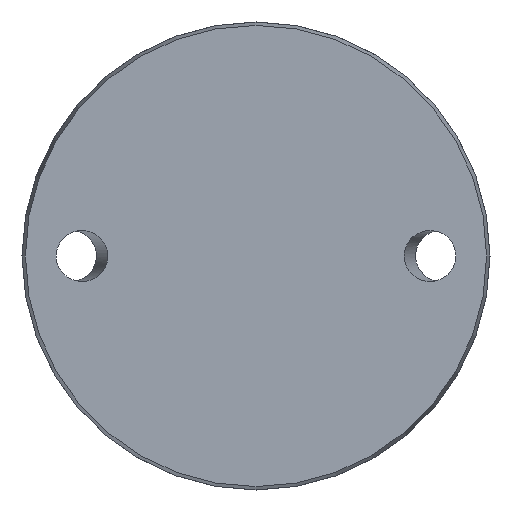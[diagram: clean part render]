
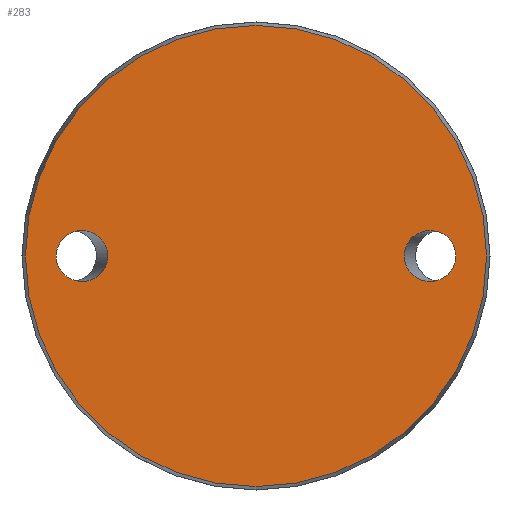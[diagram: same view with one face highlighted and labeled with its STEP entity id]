
A CAD part, front view. The second image highlights one B-rep face of the part: STEP entity #283.
In plain terms, the highlighted planar face has unit normal (0, -1, 0).
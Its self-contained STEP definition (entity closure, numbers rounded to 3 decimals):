
#31 = FACE_BOUND ( 'NONE', #99, .T. ) ;
#48 = CARTESIAN_POINT ( 'NONE',  ( -33.309, 0., -8.5 ) ) ;
#56 = CARTESIAN_POINT ( 'NONE',  ( 0., 0., -38.425 ) ) ;
#57 = DIRECTION ( 'NONE',  ( 0., -1., 0. ) ) ;
#63 = CARTESIAN_POINT ( 'NONE',  ( 33.309, 0., 8.5 ) ) ;
#99 = EDGE_LOOP ( 'NONE', ( #610 ) ) ;
#105 = CARTESIAN_POINT ( 'NONE',  ( -33.309, 0., 0. ) ) ;
#116 = CARTESIAN_POINT ( 'NONE',  ( 24.691, 0., 0. ) ) ;
#127 = ORIENTED_EDGE ( 'NONE', *, *, #184, .T. ) ;
#146 = FACE_BOUND ( 'NONE', #290, .T. ) ;
#159 = CARTESIAN_POINT ( 'NONE',  ( -24.691, 0., -8.5 ) ) ;
#184 = EDGE_CURVE ( 'NONE', #698, #698, #685, .T. ) ;
#212 = CARTESIAN_POINT ( 'NONE',  ( -24.691, 0., 0. ) ) ;
#216 = CARTESIAN_POINT ( 'NONE',  ( -33.309, 0., 0. ) ) ;
#237 = EDGE_CURVE ( 'NONE', #384, #384, #238, .T. ) ;
#238 =( BOUNDED_CURVE ( )  B_SPLINE_CURVE ( 3, ( #399, #609, #342, #212, #159, #48, #216 ),
 .UNSPECIFIED., .T., .F. ) 
 B_SPLINE_CURVE_WITH_KNOTS ( ( 4, 3, 4 ),
 ( 0., 3.142, 6.283 ),
 .UNSPECIFIED. ) 
 CURVE ( )  GEOMETRIC_REPRESENTATION_ITEM ( )  RATIONAL_B_SPLINE_CURVE ( ( 1., 0.333, 0.333, 1., 0.333, 0.333, 1. ) ) 
 REPRESENTATION_ITEM ( '' )  );
#242 =( BOUNDED_CURVE ( )  B_SPLINE_CURVE ( 3, ( #572, #455, #600, #116, #279, #63, #282 ),
 .UNSPECIFIED., .T., .F. ) 
 B_SPLINE_CURVE_WITH_KNOTS ( ( 4, 3, 4 ),
 ( 0., 3.142, 6.283 ),
 .UNSPECIFIED. ) 
 CURVE ( )  GEOMETRIC_REPRESENTATION_ITEM ( )  RATIONAL_B_SPLINE_CURVE ( ( 1., 0.333, 0.333, 1., 0.333, 0.333, 1. ) ) 
 REPRESENTATION_ITEM ( '' )  );
#269 = AXIS2_PLACEMENT_3D ( 'NONE', #709, #57, #653 ) ;
#273 = CARTESIAN_POINT ( 'NONE',  ( 33.309, 0., 0. ) ) ;
#279 = CARTESIAN_POINT ( 'NONE',  ( 24.691, 0., 8.5 ) ) ;
#282 = CARTESIAN_POINT ( 'NONE',  ( 33.309, 0., 0. ) ) ;
#283 = ADVANCED_FACE ( 'NONE', ( #31, #146, #528 ), #354, .F. ) ;
#290 = EDGE_LOOP ( 'NONE', ( #470 ) ) ;
#323 = VERTEX_POINT ( 'NONE', #273 ) ;
#338 = CARTESIAN_POINT ( 'NONE',  ( -38.425, 0., 0. ) ) ;
#342 = CARTESIAN_POINT ( 'NONE',  ( -24.691, 0., 8.5 ) ) ;
#354 = PLANE ( 'NONE',  #563 ) ;
#384 = VERTEX_POINT ( 'NONE', #105 ) ;
#399 = CARTESIAN_POINT ( 'NONE',  ( -33.309, 0., 0. ) ) ;
#455 = CARTESIAN_POINT ( 'NONE',  ( 33.309, 0., -8.5 ) ) ;
#458 = DIRECTION ( 'NONE',  ( 0., 0., 1. ) ) ;
#470 = ORIENTED_EDGE ( 'NONE', *, *, #471, .T. ) ;
#471 = EDGE_CURVE ( 'NONE', #323, #323, #242, .T. ) ;
#528 = FACE_OUTER_BOUND ( 'NONE', #687, .T. ) ;
#563 = AXIS2_PLACEMENT_3D ( 'NONE', #338, #661, #458 ) ;
#572 = CARTESIAN_POINT ( 'NONE',  ( 33.309, 0., 0. ) ) ;
#600 = CARTESIAN_POINT ( 'NONE',  ( 24.691, 0., -8.5 ) ) ;
#609 = CARTESIAN_POINT ( 'NONE',  ( -33.309, 0., 8.5 ) ) ;
#610 = ORIENTED_EDGE ( 'NONE', *, *, #237, .T. ) ;
#653 = DIRECTION ( 'NONE',  ( 0., 0., -1. ) ) ;
#661 = DIRECTION ( 'NONE',  ( 0., 1., 0. ) ) ;
#685 = CIRCLE ( 'NONE', #269, 38.425 ) ;
#687 = EDGE_LOOP ( 'NONE', ( #127 ) ) ;
#698 = VERTEX_POINT ( 'NONE', #56 ) ;
#709 = CARTESIAN_POINT ( 'NONE',  ( 0., 0., 0. ) ) ;
